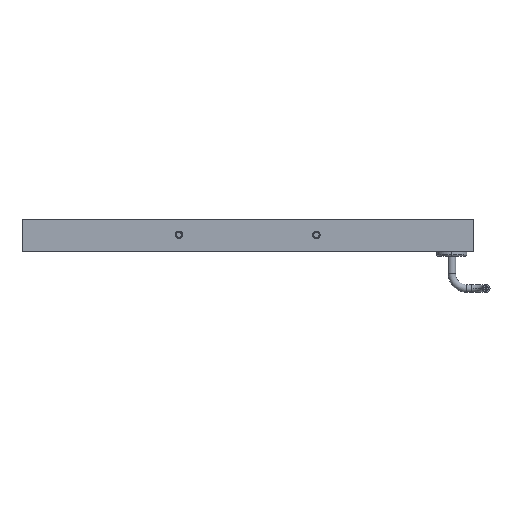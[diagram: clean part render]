
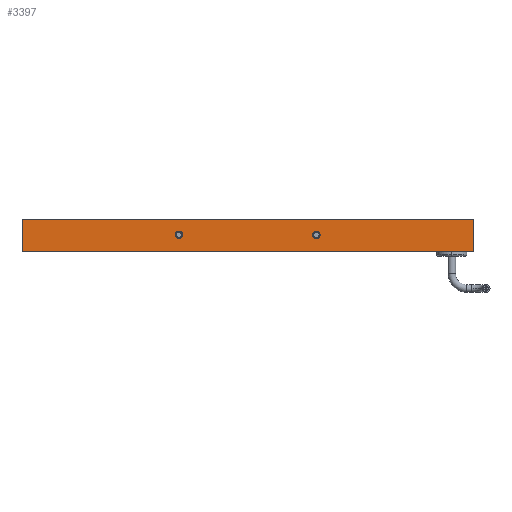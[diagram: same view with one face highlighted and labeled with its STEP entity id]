
A CAD part, front view. The second image highlights one B-rep face of the part: STEP entity #3397.
In plain terms, the highlighted planar face has unit normal (0, -1, 0).
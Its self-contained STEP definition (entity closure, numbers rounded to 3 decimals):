
#65 = CARTESIAN_POINT ( 'NONE',  ( -32., 0., 6.25 ) ) ;
#82 = DIRECTION ( 'NONE',  ( -1., 0., 0. ) ) ;
#234 = DIRECTION ( 'NONE',  ( -1., 0., 0. ) ) ;
#293 = CARTESIAN_POINT ( 'NONE',  ( -32., 0., 8. ) ) ;
#307 = EDGE_CURVE ( 'NONE', #1007, #3826, #2511, .T. ) ;
#347 = DIRECTION ( 'NONE',  ( 0., 0., 1. ) ) ;
#382 = EDGE_CURVE ( 'NONE', #3839, #1361, #1939, .T. ) ;
#790 = DIRECTION ( 'NONE',  ( 0., 0., -1. ) ) ;
#807 = EDGE_LOOP ( 'NONE', ( #2768, #5653 ) ) ;
#925 = VECTOR ( 'NONE', #790, 1000. ) ;
#1007 = VERTEX_POINT ( 'NONE', #5546 ) ;
#1199 = CARTESIAN_POINT ( 'NONE',  ( 32., 0., 8. ) ) ;
#1361 = VERTEX_POINT ( 'NONE', #5449 ) ;
#1500 = FACE_OUTER_BOUND ( 'NONE', #4652, .T. ) ;
#1625 = EDGE_CURVE ( 'NONE', #5100, #2402, #4306, .T. ) ;
#1767 = EDGE_CURVE ( 'NONE', #3839, #5785, #5453, .T. ) ;
#1824 = EDGE_CURVE ( 'NONE', #1361, #2861, #7416, .T. ) ;
#1939 = LINE ( 'NONE', #6110, #6435 ) ;
#2024 = CARTESIAN_POINT ( 'NONE',  ( 32., 0., 9.75 ) ) ;
#2040 = CARTESIAN_POINT ( 'NONE',  ( 32., 0., 8. ) ) ;
#2310 = ORIENTED_EDGE ( 'NONE', *, *, #382, .F. ) ;
#2359 = AXIS2_PLACEMENT_3D ( 'NONE', #293, #5591, #6185 ) ;
#2388 = VECTOR ( 'NONE', #82, 1000. ) ;
#2402 = VERTEX_POINT ( 'NONE', #7221 ) ;
#2511 = CIRCLE ( 'NONE', #4102, 1.75 ) ;
#2520 = CARTESIAN_POINT ( 'NONE',  ( -105., 0., 0. ) ) ;
#2556 = DIRECTION ( 'NONE',  ( 0., 0., 1. ) ) ;
#2560 = CARTESIAN_POINT ( 'NONE',  ( 105., 0., 15. ) ) ;
#2674 = CARTESIAN_POINT ( 'NONE',  ( 105., 0., 15. ) ) ;
#2768 = ORIENTED_EDGE ( 'NONE', *, *, #3307, .T. ) ;
#2848 = DIRECTION ( 'NONE',  ( 0., 1., 0. ) ) ;
#2861 = VERTEX_POINT ( 'NONE', #4053 ) ;
#2998 = FACE_BOUND ( 'NONE', #5177, .T. ) ;
#3214 = DIRECTION ( 'NONE',  ( 0., 0., -1. ) ) ;
#3222 = DIRECTION ( 'NONE',  ( 0., 0., 1. ) ) ;
#3250 = CARTESIAN_POINT ( 'NONE',  ( 105., 0., 0. ) ) ;
#3307 = EDGE_CURVE ( 'NONE', #2402, #5100, #5076, .T. ) ;
#3323 = CARTESIAN_POINT ( 'NONE',  ( 105., 0., 0. ) ) ;
#3397 = ADVANCED_FACE ( 'NONE', ( #5905, #2998, #1500 ), #3983, .F. ) ;
#3826 = VERTEX_POINT ( 'NONE', #2024 ) ;
#3839 = VERTEX_POINT ( 'NONE', #2674 ) ;
#3915 = DIRECTION ( 'NONE',  ( 0., 1., 0. ) ) ;
#3983 = PLANE ( 'NONE',  #7151 ) ;
#4018 = ORIENTED_EDGE ( 'NONE', *, *, #7484, .T. ) ;
#4053 = CARTESIAN_POINT ( 'NONE',  ( -105., 0., 0. ) ) ;
#4065 = LINE ( 'NONE', #2520, #925 ) ;
#4102 = AXIS2_PLACEMENT_3D ( 'NONE', #1199, #7049, #3222 ) ;
#4306 = CIRCLE ( 'NONE', #4388, 1.75 ) ;
#4333 = EDGE_CURVE ( 'NONE', #3826, #1007, #6613, .T. ) ;
#4388 = AXIS2_PLACEMENT_3D ( 'NONE', #5147, #2848, #4665 ) ;
#4652 = EDGE_LOOP ( 'NONE', ( #4018, #5509, #2310, #7421 ) ) ;
#4665 = DIRECTION ( 'NONE',  ( 0., 0., 1. ) ) ;
#5076 = CIRCLE ( 'NONE', #2359, 1.75 ) ;
#5100 = VERTEX_POINT ( 'NONE', #65 ) ;
#5147 = CARTESIAN_POINT ( 'NONE',  ( -32., 0., 8. ) ) ;
#5177 = EDGE_LOOP ( 'NONE', ( #5639, #5772 ) ) ;
#5449 = CARTESIAN_POINT ( 'NONE',  ( 105., 0., 0. ) ) ;
#5453 = LINE ( 'NONE', #2560, #2388 ) ;
#5496 = DIRECTION ( 'NONE',  ( 0., 1., 0. ) ) ;
#5509 = ORIENTED_EDGE ( 'NONE', *, *, #1824, .F. ) ;
#5546 = CARTESIAN_POINT ( 'NONE',  ( 32., 0., 6.25 ) ) ;
#5591 = DIRECTION ( 'NONE',  ( 0., 1., 0. ) ) ;
#5639 = ORIENTED_EDGE ( 'NONE', *, *, #4333, .T. ) ;
#5653 = ORIENTED_EDGE ( 'NONE', *, *, #1625, .T. ) ;
#5772 = ORIENTED_EDGE ( 'NONE', *, *, #307, .T. ) ;
#5785 = VERTEX_POINT ( 'NONE', #7212 ) ;
#5905 = FACE_BOUND ( 'NONE', #807, .T. ) ;
#6110 = CARTESIAN_POINT ( 'NONE',  ( 105., 0., 0. ) ) ;
#6185 = DIRECTION ( 'NONE',  ( 0., 0., 1. ) ) ;
#6403 = VECTOR ( 'NONE', #234, 1000. ) ;
#6435 = VECTOR ( 'NONE', #3214, 1000. ) ;
#6613 = CIRCLE ( 'NONE', #6780, 1.75 ) ;
#6780 = AXIS2_PLACEMENT_3D ( 'NONE', #2040, #5496, #2556 ) ;
#7049 = DIRECTION ( 'NONE',  ( 0., 1., 0. ) ) ;
#7151 = AXIS2_PLACEMENT_3D ( 'NONE', #3323, #3915, #347 ) ;
#7212 = CARTESIAN_POINT ( 'NONE',  ( -105., 0., 15. ) ) ;
#7221 = CARTESIAN_POINT ( 'NONE',  ( -32., 0., 9.75 ) ) ;
#7416 = LINE ( 'NONE', #3250, #6403 ) ;
#7421 = ORIENTED_EDGE ( 'NONE', *, *, #1767, .T. ) ;
#7484 = EDGE_CURVE ( 'NONE', #5785, #2861, #4065, .T. ) ;
